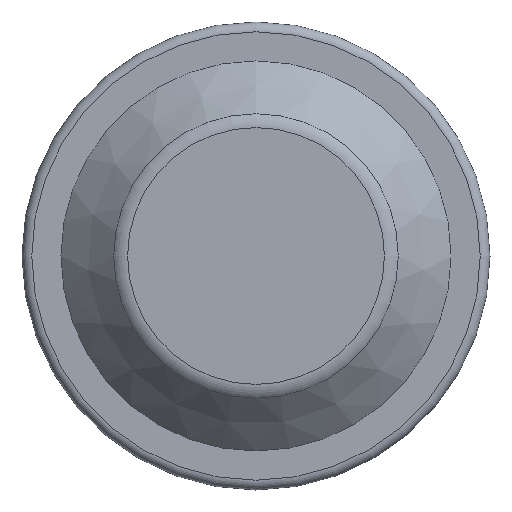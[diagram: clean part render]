
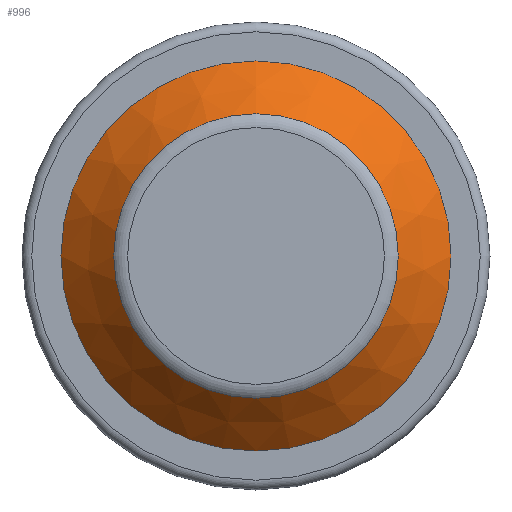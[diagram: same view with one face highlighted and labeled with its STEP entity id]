
A CAD part, front view. The second image highlights one B-rep face of the part: STEP entity #996.
In plain terms, the highlighted conical face has half-angle 45 degrees and reference radius 42.5 mm.
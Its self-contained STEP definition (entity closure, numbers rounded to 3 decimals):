
#19=CONICAL_SURFACE('',#1151,42.5,0.785);
#151=FACE_OUTER_BOUND('',#271,.T.);
#271=EDGE_LOOP('',(#889,#890,#891,#892));
#321=LINE('',#1730,#362);
#362=VECTOR('',#1451,42.5);
#442=CIRCLE('',#1150,36.464);
#443=CIRCLE('',#1152,50.);
#527=VERTEX_POINT('',#1725);
#528=VERTEX_POINT('',#1729);
#649=EDGE_CURVE('',#527,#527,#442,.T.);
#650=EDGE_CURVE('',#527,#528,#321,.T.);
#651=EDGE_CURVE('',#528,#528,#443,.T.);
#889=ORIENTED_EDGE('',*,*,#649,.F.);
#890=ORIENTED_EDGE('',*,*,#650,.T.);
#891=ORIENTED_EDGE('',*,*,#651,.T.);
#892=ORIENTED_EDGE('',*,*,#650,.F.);
#996=ADVANCED_FACE('',(#151),#19,.T.);
#1150=AXIS2_PLACEMENT_3D('',#1727,#1447,#1448);
#1151=AXIS2_PLACEMENT_3D('',#1728,#1449,#1450);
#1152=AXIS2_PLACEMENT_3D('',#1731,#1452,#1453);
#1447=DIRECTION('center_axis',(0.,-1.,0.));
#1448=DIRECTION('ref_axis',(0.,0.,1.));
#1449=DIRECTION('center_axis',(0.,1.,0.));
#1450=DIRECTION('ref_axis',(0.,0.,-1.));
#1451=DIRECTION('',(0.,0.707,0.707));
#1452=DIRECTION('center_axis',(0.,-1.,0.));
#1453=DIRECTION('ref_axis',(1.,0.,0.));
#1725=CARTESIAN_POINT('',(0.,-18.536,36.464));
#1727=CARTESIAN_POINT('Origin',(0.,-18.536,
0.));
#1728=CARTESIAN_POINT('Origin',(0.,-12.5,0.));
#1729=CARTESIAN_POINT('',(0.,-5.,50.));
#1730=CARTESIAN_POINT('',(0.,-12.5,42.5));
#1731=CARTESIAN_POINT('Origin',(0.,-5.,0.));
